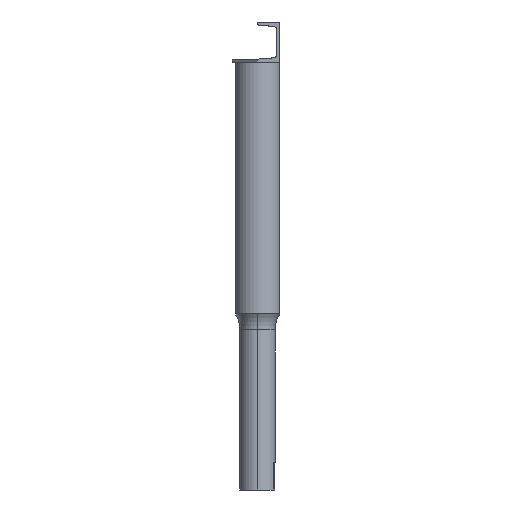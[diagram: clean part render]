
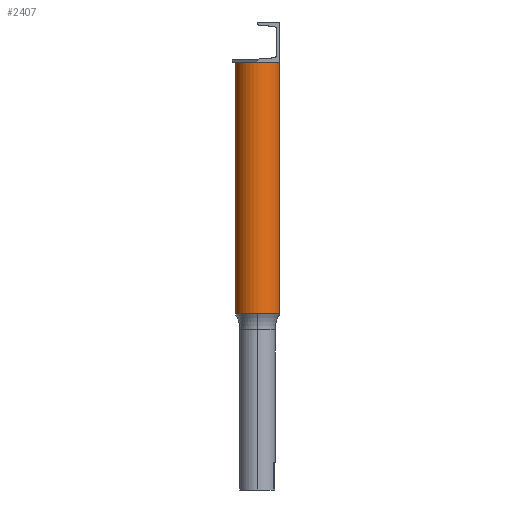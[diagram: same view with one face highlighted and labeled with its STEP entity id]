
A CAD part, left-side view. The second image highlights one B-rep face of the part: STEP entity #2407.
In plain terms, the highlighted cylindrical face has radius 44.45 mm (diameter 88.9 mm), a partial arc.
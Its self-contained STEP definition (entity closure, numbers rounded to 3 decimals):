
#59 = DIRECTION ( 'NONE',  ( 0., -1., 0. ) ) ;
#66 = VECTOR ( 'NONE', #714, 1000. ) ;
#67 = FACE_OUTER_BOUND ( 'NONE', #95, .T. ) ;
#78 = EDGE_CURVE ( 'NONE', #223, #110, #1014, .T. ) ;
#84 = CARTESIAN_POINT ( 'NONE',  ( 0., 0., 0. ) ) ;
#95 = EDGE_LOOP ( 'NONE', ( #1350, #3022, #1448, #2384, #482 ) ) ;
#99 = LINE ( 'NONE', #2287, #634 ) ;
#110 = VERTEX_POINT ( 'NONE', #1374 ) ;
#223 = VERTEX_POINT ( 'NONE', #613 ) ;
#482 = ORIENTED_EDGE ( 'NONE', *, *, #2618, .F. ) ;
#561 = DIRECTION ( 'NONE',  ( 1., 0., 0. ) ) ;
#613 = CARTESIAN_POINT ( 'NONE',  ( 0., 0., 44.45 ) ) ;
#634 = VECTOR ( 'NONE', #1205, 1000. ) ;
#714 = DIRECTION ( 'NONE',  ( 0., 1., 0. ) ) ;
#844 = AXIS2_PLACEMENT_3D ( 'NONE', #2437, #59, #561 ) ;
#874 = DIRECTION ( 'NONE',  ( 0., 0., 1. ) ) ;
#1014 = CIRCLE ( 'NONE', #844, 44.45 ) ;
#1025 = AXIS2_PLACEMENT_3D ( 'NONE', #2066, #2823, #3069 ) ;
#1048 = CARTESIAN_POINT ( 'NONE',  ( 0., 500., 44.45 ) ) ;
#1090 = EDGE_CURVE ( 'NONE', #2442, #1901, #3117, .T. ) ;
#1145 = CYLINDRICAL_SURFACE ( 'NONE', #2217, 44.45 ) ;
#1185 = CARTESIAN_POINT ( 'NONE',  ( 0., 0., -44.45 ) ) ;
#1192 = CIRCLE ( 'NONE', #1025, 44.45 ) ;
#1205 = DIRECTION ( 'NONE',  ( 0., 1., 0. ) ) ;
#1309 = VERTEX_POINT ( 'NONE', #1048 ) ;
#1350 = ORIENTED_EDGE ( 'NONE', *, *, #1090, .F. ) ;
#1374 = CARTESIAN_POINT ( 'NONE',  ( -44.45, 0., 0. ) ) ;
#1448 = ORIENTED_EDGE ( 'NONE', *, *, #78, .F. ) ;
#1514 = EDGE_CURVE ( 'NONE', #223, #1309, #99, .T. ) ;
#1762 = EDGE_CURVE ( 'NONE', #110, #2442, #1192, .T. ) ;
#1863 = CIRCLE ( 'NONE', #2537, 44.45 ) ;
#1901 = VERTEX_POINT ( 'NONE', #2180 ) ;
#2066 = CARTESIAN_POINT ( 'NONE',  ( 0., 0., 0. ) ) ;
#2147 = DIRECTION ( 'NONE',  ( 0., 1., 0. ) ) ;
#2180 = CARTESIAN_POINT ( 'NONE',  ( 0., 500., -44.45 ) ) ;
#2217 = AXIS2_PLACEMENT_3D ( 'NONE', #84, #3292, #874 ) ;
#2287 = CARTESIAN_POINT ( 'NONE',  ( 0., 0., 44.45 ) ) ;
#2345 = CARTESIAN_POINT ( 'NONE',  ( 0., 0., -44.45 ) ) ;
#2384 = ORIENTED_EDGE ( 'NONE', *, *, #1514, .T. ) ;
#2407 = ADVANCED_FACE ( 'NONE', ( #67 ), #1145, .T. ) ;
#2437 = CARTESIAN_POINT ( 'NONE',  ( 0., 0., 0. ) ) ;
#2442 = VERTEX_POINT ( 'NONE', #1185 ) ;
#2537 = AXIS2_PLACEMENT_3D ( 'NONE', #3480, #2147, #3215 ) ;
#2618 = EDGE_CURVE ( 'NONE', #1901, #1309, #1863, .T. ) ;
#2823 = DIRECTION ( 'NONE',  ( 0., -1., 0. ) ) ;
#3022 = ORIENTED_EDGE ( 'NONE', *, *, #1762, .F. ) ;
#3069 = DIRECTION ( 'NONE',  ( 1., 0., 0. ) ) ;
#3117 = LINE ( 'NONE', #2345, #66 ) ;
#3215 = DIRECTION ( 'NONE',  ( 0., 0., 1. ) ) ;
#3292 = DIRECTION ( 'NONE',  ( 0., 1., 0. ) ) ;
#3480 = CARTESIAN_POINT ( 'NONE',  ( 0., 500., 0. ) ) ;
